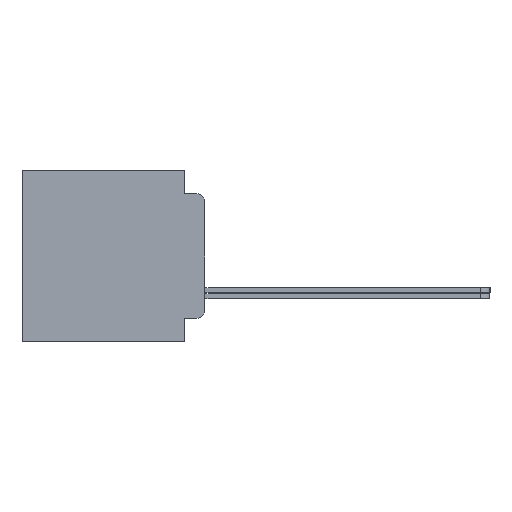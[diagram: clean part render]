
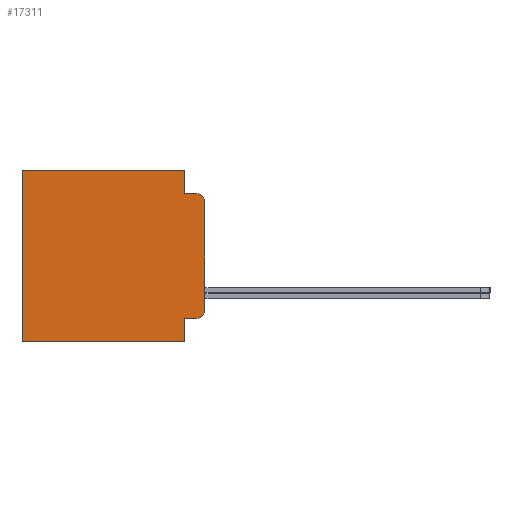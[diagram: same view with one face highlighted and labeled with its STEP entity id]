
A CAD part, left-side view. The second image highlights one B-rep face of the part: STEP entity #17311.
In plain terms, the highlighted planar face has unit normal (-1, 0, 0).
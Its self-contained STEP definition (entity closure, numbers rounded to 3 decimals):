
#166 = VECTOR ( 'NONE', #4722, 1000. ) ;
#797 = DIRECTION ( 'NONE',  ( 0., 0., -1. ) ) ;
#1515 = ORIENTED_EDGE ( 'NONE', *, *, #4482, .F. ) ;
#2043 = ORIENTED_EDGE ( 'NONE', *, *, #6864, .F. ) ;
#2218 = VECTOR ( 'NONE', #26941, 1000. ) ;
#2593 = VECTOR ( 'NONE', #21477, 1000. ) ;
#3124 = VERTEX_POINT ( 'NONE', #5056 ) ;
#3141 = ORIENTED_EDGE ( 'NONE', *, *, #16514, .F. ) ;
#3194 = CARTESIAN_POINT ( 'NONE',  ( -67.462, 0.508, -3.975 ) ) ;
#3527 = ORIENTED_EDGE ( 'NONE', *, *, #24297, .T. ) ;
#3597 = DIRECTION ( 'NONE',  ( 0., 1., 0. ) ) ;
#3713 = VERTEX_POINT ( 'NONE', #15151 ) ;
#4125 = LINE ( 'NONE', #4634, #166 ) ;
#4235 = LINE ( 'NONE', #21565, #2593 ) ;
#4482 = EDGE_CURVE ( 'NONE', #14997, #3713, #12888, .T. ) ;
#4634 = CARTESIAN_POINT ( 'NONE',  ( -67.462, 1.295, 0. ) ) ;
#4722 = DIRECTION ( 'NONE',  ( 0., 0., -1. ) ) ;
#4740 = ORIENTED_EDGE ( 'NONE', *, *, #23767, .F. ) ;
#4943 = CARTESIAN_POINT ( 'NONE',  ( -67.462, 0., -3.467 ) ) ;
#5056 = CARTESIAN_POINT ( 'NONE',  ( -67.462, 1.295, -3.975 ) ) ;
#5185 = DIRECTION ( 'NONE',  ( 0., 0., -1. ) ) ;
#5278 = VERTEX_POINT ( 'NONE', #4943 ) ;
#5522 = CARTESIAN_POINT ( 'NONE',  ( -67.462, 1.295, 3.975 ) ) ;
#5910 = EDGE_CURVE ( 'NONE', #7801, #5278, #18379, .T. ) ;
#6046 = CARTESIAN_POINT ( 'NONE',  ( -67.462, 1.295, 5.486 ) ) ;
#6283 = ORIENTED_EDGE ( 'NONE', *, *, #10363, .F. ) ;
#6642 = ORIENTED_EDGE ( 'NONE', *, *, #5910, .T. ) ;
#6864 = EDGE_CURVE ( 'NONE', #3124, #7915, #4125, .T. ) ;
#7801 = VERTEX_POINT ( 'NONE', #3194 ) ;
#7915 = VERTEX_POINT ( 'NONE', #20514 ) ;
#8019 = VERTEX_POINT ( 'NONE', #21152 ) ;
#8372 = VECTOR ( 'NONE', #8901, 1000. ) ;
#8775 = AXIS2_PLACEMENT_3D ( 'NONE', #24872, #12460, #27087 ) ;
#8901 = DIRECTION ( 'NONE',  ( 0., 1., 0. ) ) ;
#9393 = DIRECTION ( 'NONE',  ( -1., 0., 0. ) ) ;
#10159 = LINE ( 'NONE', #10458, #2218 ) ;
#10363 = EDGE_CURVE ( 'NONE', #7915, #20866, #24667, .T. ) ;
#10458 = CARTESIAN_POINT ( 'NONE',  ( -67.462, 11.684, -5.486 ) ) ;
#10670 = LINE ( 'NONE', #17103, #8372 ) ;
#10811 = CARTESIAN_POINT ( 'NONE',  ( -67.462, 11.684, -5.486 ) ) ;
#11550 = CARTESIAN_POINT ( 'NONE',  ( -67.462, 1.295, 0. ) ) ;
#11633 = EDGE_CURVE ( 'NONE', #22823, #20866, #10159, .T. ) ;
#12103 = CARTESIAN_POINT ( 'NONE',  ( -67.462, 0., -5.486 ) ) ;
#12460 = DIRECTION ( 'NONE',  ( 1., 0., 0. ) ) ;
#12888 = LINE ( 'NONE', #23009, #13854 ) ;
#13470 = VECTOR ( 'NONE', #13654, 1000. ) ;
#13525 = DIRECTION ( 'NONE',  ( 0., 0., -1. ) ) ;
#13654 = DIRECTION ( 'NONE',  ( 0., 0., -1. ) ) ;
#13854 = VECTOR ( 'NONE', #27156, 1000. ) ;
#14997 = VERTEX_POINT ( 'NONE', #5522 ) ;
#15151 = CARTESIAN_POINT ( 'NONE',  ( -67.462, 0.508, 3.975 ) ) ;
#15370 = CARTESIAN_POINT ( 'NONE',  ( -67.462, 0.508, 3.467 ) ) ;
#15742 = EDGE_CURVE ( 'NONE', #17684, #22823, #10670, .T. ) ;
#16303 = AXIS2_PLACEMENT_3D ( 'NONE', #15370, #17389, #13525 ) ;
#16514 = EDGE_CURVE ( 'NONE', #8019, #5278, #27093, .T. ) ;
#17103 = CARTESIAN_POINT ( 'NONE',  ( -67.462, 0., 5.486 ) ) ;
#17311 = ADVANCED_FACE ( 'NONE', ( #26372 ), #24961, .F. ) ;
#17389 = DIRECTION ( 'NONE',  ( -1., 0., 0. ) ) ;
#17528 = VECTOR ( 'NONE', #5185, 1000. ) ;
#17684 = VERTEX_POINT ( 'NONE', #6046 ) ;
#18379 = CIRCLE ( 'NONE', #26000, 0.508 ) ;
#20514 = CARTESIAN_POINT ( 'NONE',  ( -67.462, 1.295, -5.486 ) ) ;
#20866 = VERTEX_POINT ( 'NONE', #10811 ) ;
#20901 = ORIENTED_EDGE ( 'NONE', *, *, #21675, .T. ) ;
#21152 = CARTESIAN_POINT ( 'NONE',  ( -67.462, 0., 3.467 ) ) ;
#21477 = DIRECTION ( 'NONE',  ( 0., -1., 0. ) ) ;
#21491 = CARTESIAN_POINT ( 'NONE',  ( -67.462, 11.684, 5.486 ) ) ;
#21565 = CARTESIAN_POINT ( 'NONE',  ( -67.462, 1.295, -3.975 ) ) ;
#21675 = EDGE_CURVE ( 'NONE', #8019, #3713, #27115, .T. ) ;
#21842 = CARTESIAN_POINT ( 'NONE',  ( -67.462, 0., -5.486 ) ) ;
#21998 = ORIENTED_EDGE ( 'NONE', *, *, #11633, .T. ) ;
#22823 = VERTEX_POINT ( 'NONE', #21491 ) ;
#23009 = CARTESIAN_POINT ( 'NONE',  ( -67.462, 1.295, 3.975 ) ) ;
#23083 = EDGE_LOOP ( 'NONE', ( #3527, #6642, #3141, #20901, #1515, #4740, #27109, #21998, #6283, #2043 ) ) ;
#23726 = VECTOR ( 'NONE', #3597, 1000. ) ;
#23767 = EDGE_CURVE ( 'NONE', #17684, #14997, #24383, .T. ) ;
#24297 = EDGE_CURVE ( 'NONE', #3124, #7801, #4235, .T. ) ;
#24383 = LINE ( 'NONE', #11550, #13470 ) ;
#24667 = LINE ( 'NONE', #12103, #23726 ) ;
#24872 = CARTESIAN_POINT ( 'NONE',  ( -67.462, 0., -5.486 ) ) ;
#24961 = PLANE ( 'NONE',  #8775 ) ;
#26000 = AXIS2_PLACEMENT_3D ( 'NONE', #26301, #9393, #797 ) ;
#26301 = CARTESIAN_POINT ( 'NONE',  ( -67.462, 0.508, -3.467 ) ) ;
#26372 = FACE_OUTER_BOUND ( 'NONE', #23083, .T. ) ;
#26941 = DIRECTION ( 'NONE',  ( 0., 0., -1. ) ) ;
#27087 = DIRECTION ( 'NONE',  ( 0., 0., -1. ) ) ;
#27093 = LINE ( 'NONE', #21842, #17528 ) ;
#27109 = ORIENTED_EDGE ( 'NONE', *, *, #15742, .T. ) ;
#27115 = CIRCLE ( 'NONE', #16303, 0.508 ) ;
#27156 = DIRECTION ( 'NONE',  ( 0., -1., 0. ) ) ;
